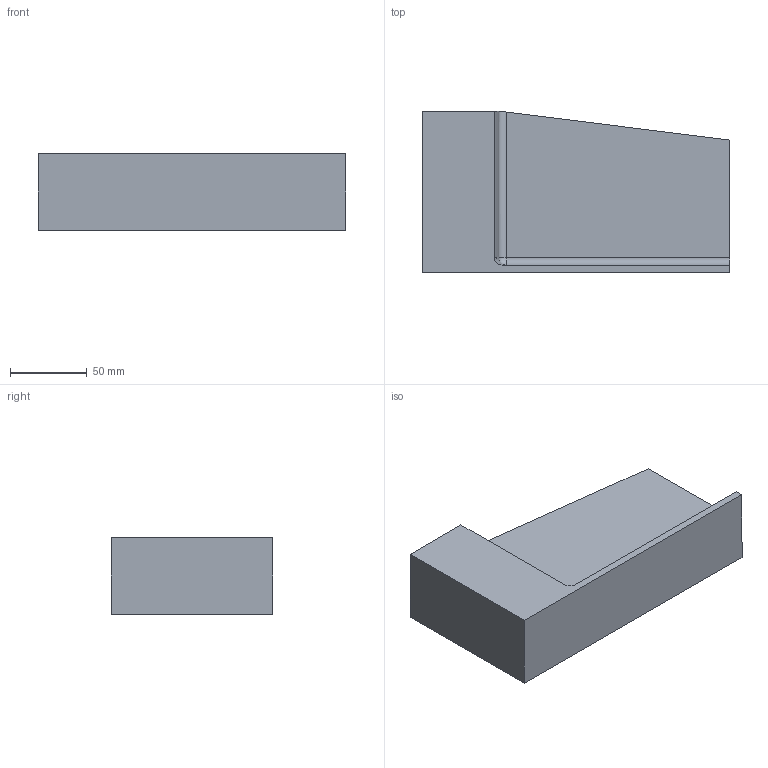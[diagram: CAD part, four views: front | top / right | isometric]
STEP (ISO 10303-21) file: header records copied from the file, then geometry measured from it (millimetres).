
FILE_DESCRIPTION (( 'STEP AP214' ), '1' );
FILE_NAME ('Plosca podmodel.STEP', '2020-11-11T16:48:43', ( '' ), ( '' ), 'SwSTEP 2.0', 'SolidWorks 2020', '' );
FILE_SCHEMA (( 'AUTOMOTIVE_DESIGN' ));
Length unit declared in the file: millimetre
Products named in the file (1): Plosca podmodel
Bounding box: 200 x 105 x 50 mm (x, y, z)
Volume: 365469.2 mm3; surface area: 67923.8 mm2
Topology: 1 solids, 1 shells, 21 faces, 53 edges, 32 vertices
Faces by surface type: plane 11, cylinder 6, sphere 2, torus 2
Entity records: 679 total; most frequent: CARTESIAN_POINT 147, DIRECTION 107, ORIENTED_EDGE 102, EDGE_CURVE 51, AXIS2_PLACEMENT_3D 38, VERTEX_POINT 32, LINE 31, VECTOR 31
